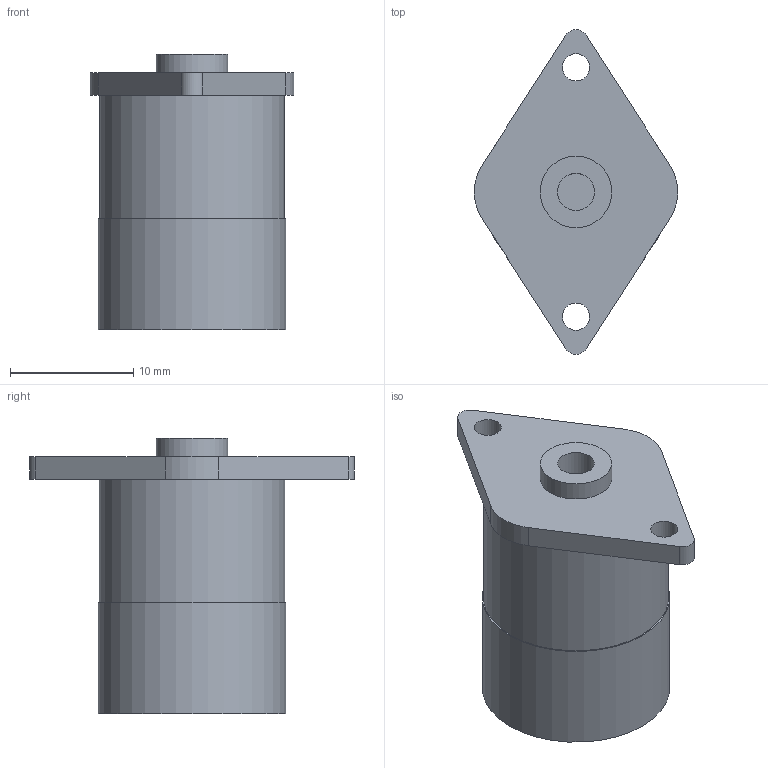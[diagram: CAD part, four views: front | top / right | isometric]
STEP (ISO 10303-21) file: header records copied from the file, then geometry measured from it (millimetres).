
FILE_DESCRIPTION(/* description */ (''),/* implementation_level */ '2;1');
FILE_NAME(/* name */ 'GM15BY_StepperMotor.stp',/* time_stamp */ '2019-03-03T17:20:50+09:00',/* author */ ('tlsru'),/* organization */ (''),/* preprocessor_version */ 'ST-DEVELOPER v15.6',/* originating_system */ 'Autodesk Inventor 2015',/* authorisation */ '');
FILE_SCHEMA (('AUTOMOTIVE_DESIGN { 1 0 10303 214 3 1 1 }'));
Length unit declared in the file: millimetre
Products named in the file (1): GM15BY_StepperMotor
Bounding box: 16.46 x 26.3 x 22.3 mm (x, y, z)
Volume: 3850.4 mm3; surface area: 1589.6 mm2
Topology: 1 solids, 1 shells, 20 faces, 43 edges, 29 vertices
Faces by surface type: plane 10, cylinder 10
Full cylindrical faces by diameter (mm): 2.2 x2, 3 x1, 5.8 x1, 15 x1, 15.2 x1
Entity records: 573 total; most frequent: DIRECTION 98, CARTESIAN_POINT 85, ORIENTED_EDGE 72, AXIS2_PLACEMENT_3D 41, EDGE_CURVE 36, EDGE_LOOP 34, VERTEX_POINT 28, FACE_OUTER_BOUND 20
